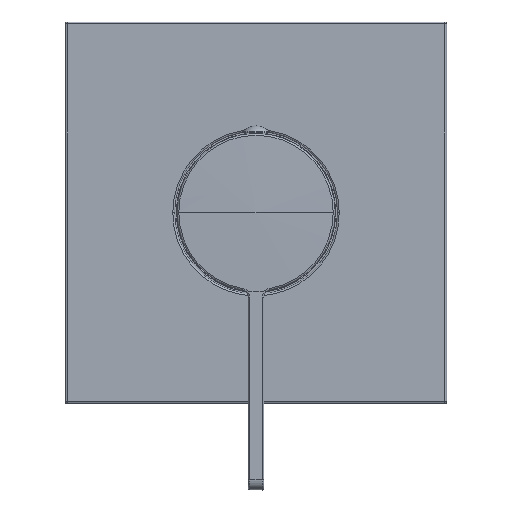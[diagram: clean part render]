
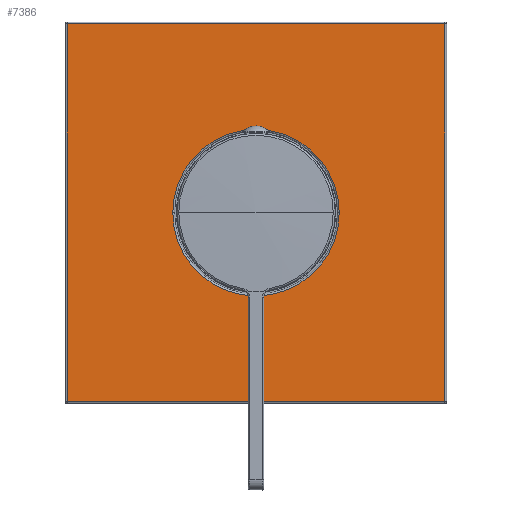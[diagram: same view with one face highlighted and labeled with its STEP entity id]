
A CAD part, top view. The second image highlights one B-rep face of the part: STEP entity #7386.
In plain terms, the highlighted planar face has unit normal (0, 0, 1).
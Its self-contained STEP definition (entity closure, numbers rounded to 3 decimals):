
#6009=DIRECTION('',(0.,-1.,0.));
#6010=VECTOR('',#6009,109.);
#6011=CARTESIAN_POINT('',(-54.5,54.5,-2.));
#6012=LINE('',#6011,#6010);
#6013=DIRECTION('',(-1.,0.,0.));
#6014=VECTOR('',#6013,109.);
#6015=CARTESIAN_POINT('',(54.5,54.5,-2.));
#6016=LINE('',#6015,#6014);
#6017=DIRECTION('',(0.,1.,0.));
#6018=VECTOR('',#6017,109.);
#6019=CARTESIAN_POINT('',(54.5,-54.5,-2.));
#6020=LINE('',#6019,#6018);
#6021=DIRECTION('',(1.,0.,0.));
#6022=VECTOR('',#6021,109.);
#6023=CARTESIAN_POINT('',(-54.5,-54.5,-2.));
#6024=LINE('',#6023,#6022);
#6025=CARTESIAN_POINT('',(0.,0.,-2.));
#6026=DIRECTION('',(0.,0.,-1.));
#6027=DIRECTION('',(1.,0.,0.));
#6028=AXIS2_PLACEMENT_3D('',#6025,#6026,#6027);
#6030=CARTESIAN_POINT('',(0.,0.,-2.));
#6031=DIRECTION('',(0.,0.,-1.));
#6032=DIRECTION('',(-1.,0.,0.));
#6033=AXIS2_PLACEMENT_3D('',#6030,#6031,#6032);
#6448=CARTESIAN_POINT('',(-54.5,54.5,-2.));
#6449=CARTESIAN_POINT('',(-54.5,-54.5,-2.));
#6450=VERTEX_POINT('',#6448);
#6451=VERTEX_POINT('',#6449);
#6456=CARTESIAN_POINT('',(54.5,-54.5,-2.));
#6457=VERTEX_POINT('',#6456);
#6462=CARTESIAN_POINT('',(54.5,54.5,-2.));
#6463=VERTEX_POINT('',#6462);
#6516=CARTESIAN_POINT('',(24.,0.,-2.));
#6517=CARTESIAN_POINT('',(-24.,0.,-2.));
#6518=VERTEX_POINT('',#6516);
#6519=VERTEX_POINT('',#6517);
#7366=CARTESIAN_POINT('',(0.,0.,-2.));
#7367=DIRECTION('',(0.,0.,1.));
#7368=DIRECTION('',(-1.,0.,0.));
#7369=AXIS2_PLACEMENT_3D('',#7366,#7367,#7368);
#7370=PLANE('',#7369);
#7372=ORIENTED_EDGE('',*,*,#7371,.F.);
#7373=ORIENTED_EDGE('',*,*,#7349,.F.);
#7375=ORIENTED_EDGE('',*,*,#7374,.F.);
#7377=ORIENTED_EDGE('',*,*,#7376,.F.);
#7378=EDGE_LOOP('',(#7372,#7373,#7375,#7377));
#7379=FACE_OUTER_BOUND('',#7378,.F.);
#7381=ORIENTED_EDGE('',*,*,#7380,.F.);
#7383=ORIENTED_EDGE('',*,*,#7382,.F.);
#7384=EDGE_LOOP('',(#7381,#7383));
#7385=FACE_BOUND('',#7384,.F.);
#7386=ADVANCED_FACE('',(#7379,#7385),#7370,.T.);
#6029=CIRCLE('',#6028,24.);
#6034=CIRCLE('',#6033,24.);
#7349=EDGE_CURVE('',#6463,#6450,#6016,.T.);
#7371=EDGE_CURVE('',#6450,#6451,#6012,.T.);
#7374=EDGE_CURVE('',#6457,#6463,#6020,.T.);
#7376=EDGE_CURVE('',#6451,#6457,#6024,.T.);
#7380=EDGE_CURVE('',#6518,#6519,#6029,.T.);
#7382=EDGE_CURVE('',#6519,#6518,#6034,.T.);
